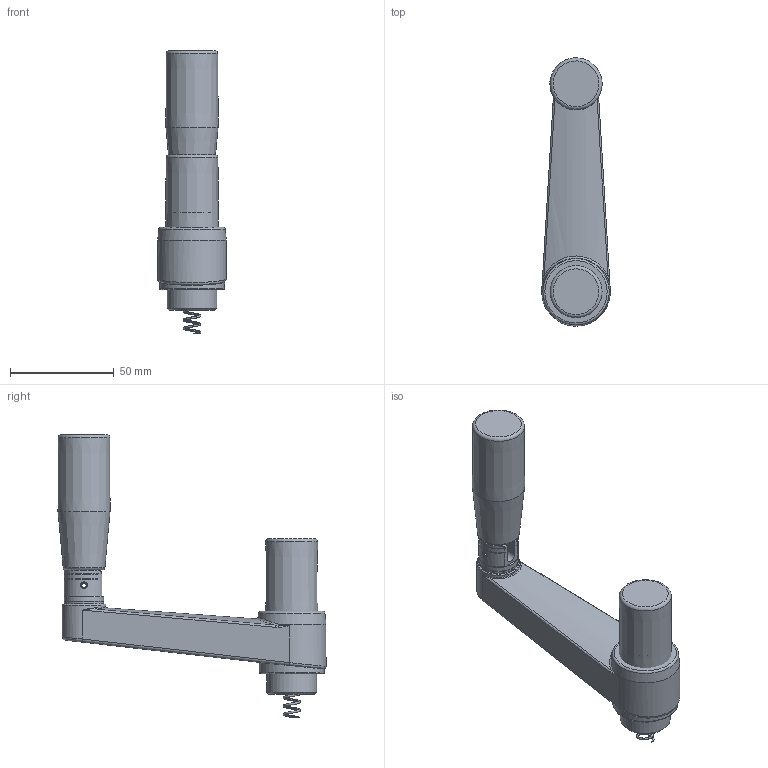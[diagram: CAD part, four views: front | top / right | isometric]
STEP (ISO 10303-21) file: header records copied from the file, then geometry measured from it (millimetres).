
FILE_DESCRIPTION( ( 'Unknown' ), '1' );
FILE_NAME( '6335140_MV100_MR.stp', 'Unknown', ( 'Unknown' ), ( 'Unknown' ), 'XStep 1.0', 'Unknown', ' ' );
FILE_SCHEMA( ( 'CONFIG_CONTROL_DESIGN' ) );
Length unit declared in the file: millimetre
Products named in the file (11): Assem1; 8700295; 1831093; 1833029; 1803031; 1833024; 1831061; 1839130; 1849007; 8900263; 1831040
Bounding box: 32.99 x 129.04 x 136.1 mm (x, y, z)
Volume: 174442.1 mm3; surface area: 74313.5 mm2
Topology: 20 solids, 20 shells, 402 faces, 990 edges, 638 vertices
Faces by surface type: plane 198, cylinder 106, bspline 34, cone 34, torus 28, sphere 2
Full cylindrical faces by diameter (mm): 2.5 x2, 2.8 x2, 3.25 x4, 3.5 x2, 4 x2, 6 x2, 6.1 x2, 6.39 x2, 6.4 x2, 6.5 x4, 8.2 x4, 8.31 x2, 8.77 x2, 9 x2, 9.213 x2, 10 x4, 10.7 x2, 11 x2, 12.2 x2, 19 x4, 21 x2, 24 x6, 26 x4, 31.33 x2
Entity records: 8474 total; most frequent: CARTESIAN_POINT 3645, DIRECTION 881, ORIENTED_EDGE 826, EDGE_CURVE 413, AXIS2_PLACEMENT_3D 340, VERTEX_POINT 298, EDGE_LOOP 282, FACE_OUTER_BOUND 245
